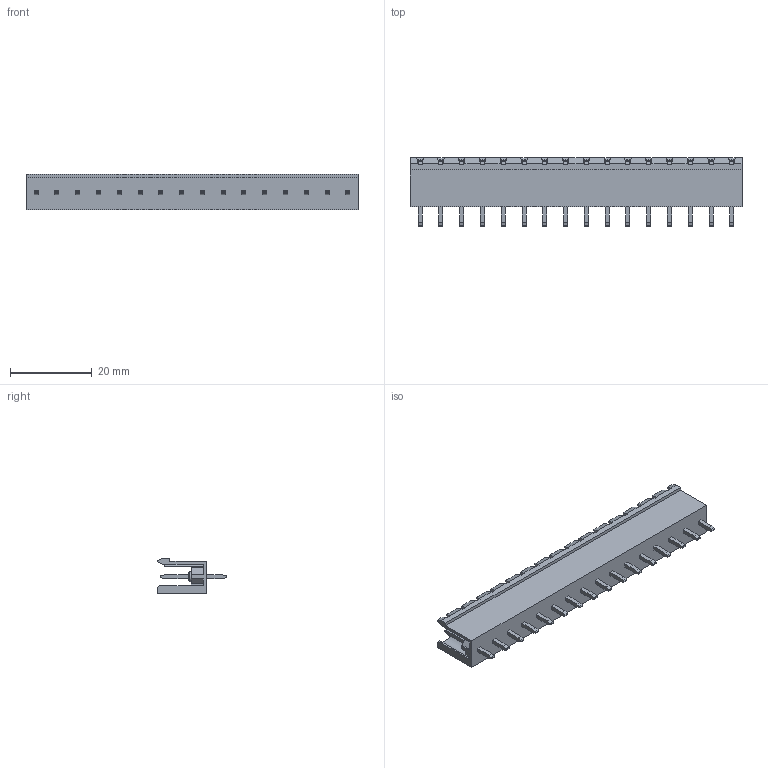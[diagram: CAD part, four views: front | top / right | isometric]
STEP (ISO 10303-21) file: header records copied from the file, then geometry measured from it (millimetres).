
FILE_DESCRIPTION (( 'STEP AP203' ), '1' );
FILE_NAME ('SOKETLI BASKILI DEVRE KLEMENSI - 5,08 MM ERKEK 180 AÇIK - 16 LI.STEP', '2018-09-11T14:09:48', ( 'user' ), ( '' ), 'SwSTEP 2.0', 'SolidWorks 2016', '' );
FILE_SCHEMA (( 'CONFIG_CONTROL_DESIGN' ));
Length unit declared in the file: millimetre
Products named in the file (1): SOKETLI BASKILI DEVRE KLEMENSI - 5,08 MM ERKEK 180 AÇIK - 16 LI
Bounding box: 81.17 x 16.8 x 8.8 mm (x, y, z)
Volume: 3767.6 mm3; surface area: 6785.9 mm2
Topology: 1 solids, 1 shells, 819 faces, 2227 edges, 1474 vertices
Faces by surface type: plane 659, cylinder 144, cone 16
Entity records: 25670 total; most frequent: CARTESIAN_POINT 4617, ORIENTED_EDGE 4454, DIRECTION 4171, EDGE_CURVE 2227, VECTOR 1859, LINE 1859, VERTEX_POINT 1474, AXIS2_PLACEMENT_3D 1156
